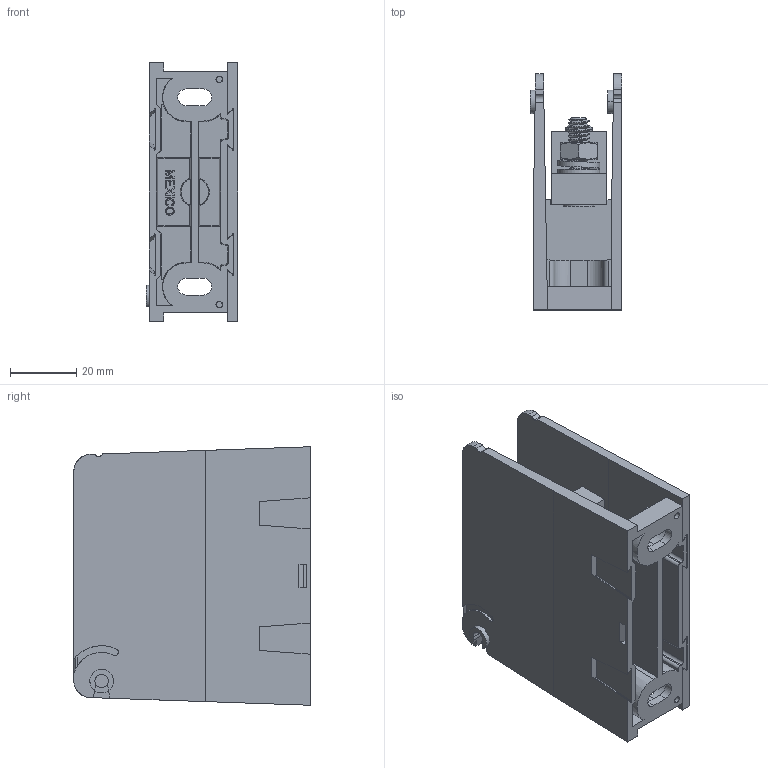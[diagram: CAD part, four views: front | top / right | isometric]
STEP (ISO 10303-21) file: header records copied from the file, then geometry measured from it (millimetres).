
FILE_DESCRIPTION (( 'STEP AP214' ), '1' );
FILE_NAME ('701924rev-1P-.STEP', '2016-02-03T13:43:06', ( '' ), ( '' ), 'SwSTEP 2.0', 'SolidWorks 2014', '' );
FILE_SCHEMA (( 'AUTOMOTIVE_DESIGN' ));
Length unit declared in the file: inch
Products named in the file (11): F09002; C06314; F08973_F08973; 701924rev-1P-; C06314P; 410035; F08955_.250-20; F09917_91251A541; F08922_DEFAULT; 330557; F08974
Assembly tree (10 placements, depth 3):
  701924rev-1P-
    410035
    330557
    C06314P
      C06314
      F08955_.250-20
      F09002
      F08973_F08973
      F08974
      F09917_91251A541
    F08922_DEFAULT
Bounding box: 27.54 x 71.37 x 78.11 mm (x, y, z)
Volume: 54634.7 mm3; surface area: 42328.4 mm2
Topology: 9 solids, 9 shells, 624 faces, 1705 edges, 1121 vertices
Faces by surface type: plane 246, cylinder 242, cone 67, bspline 63, torus 4, sphere 2
Entity records: 25933 total; most frequent: CARTESIAN_POINT 11104, ORIENTED_EDGE 3410, DIRECTION 2534, EDGE_CURVE 1705, VERTEX_POINT 1121, VECTOR 904, LINE 904, AXIS2_PLACEMENT_3D 815
